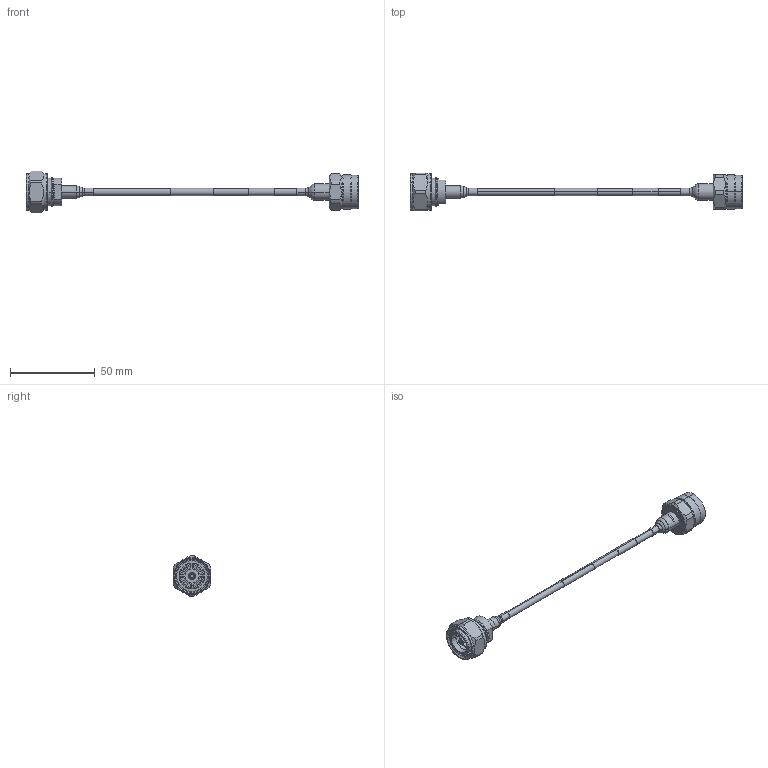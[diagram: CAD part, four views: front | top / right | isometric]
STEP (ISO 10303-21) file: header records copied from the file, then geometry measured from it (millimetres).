
FILE_DESCRIPTION (( 'STEP AP214' ), '1' );
FILE_NAME ('FMCA2498_3D.step', '2024-06-12T21:35:18', ( '' ), ( '' ), 'SwSTEP 2.0', 'SolidWorks 2022', '' );
FILE_SCHEMA (( 'AUTOMOTIVE_DESIGN' ));
Length unit declared in the file: inch
Products named in the file (6): FMCA2498_3D; HEAT SHRINK^FMCA2498_1.5; TC-402-4310M-LP-PE_no parts; HEAT SHRINK^FMCA2498; TFT-5G-402^FMCA2498_LABEL PE+FM; TC-402-NM-LP-PE
Assembly tree (5 placements, depth 2):
  FMCA2498_3D
    TFT-5G-402^FMCA2498_LABEL PE+FM
    HEAT SHRINK^FMCA2498
    HEAT SHRINK^FMCA2498_1.5
    TC-402-NM-LP-PE
    TC-402-4310M-LP-PE_no parts
Bounding box: 196.03 x 22 x 24.49 mm (x, y, z)
Volume: 11587.3 mm3; surface area: 12360.3 mm2
Topology: 8 solids, 8 shells, 323 faces, 684 edges, 411 vertices
Faces by surface type: cylinder 134, cone 80, plane 67, torus 40, bspline 2
Entity records: 10537 total; most frequent: CARTESIAN_POINT 2986, DIRECTION 1673, ORIENTED_EDGE 1368, AXIS2_PLACEMENT_3D 718, EDGE_CURVE 684, VERTEX_POINT 411, CIRCLE 389, EDGE_LOOP 365
